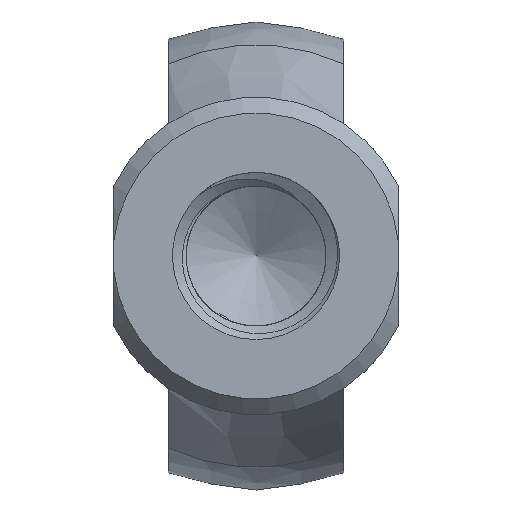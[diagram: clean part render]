
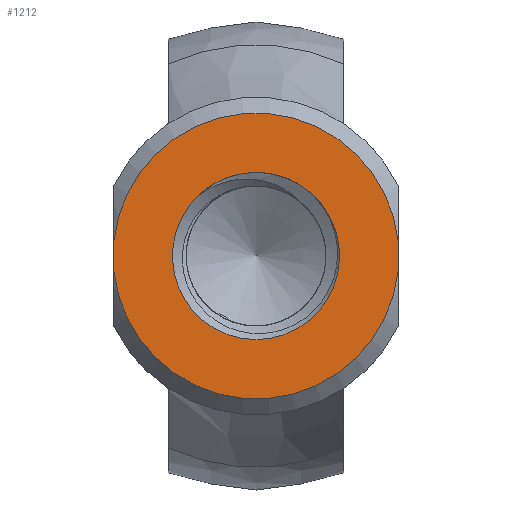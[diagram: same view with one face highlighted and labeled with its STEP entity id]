
A CAD part, left-side view. The second image highlights one B-rep face of the part: STEP entity #1212.
In plain terms, the highlighted planar face has unit normal (-1, 0, 0).
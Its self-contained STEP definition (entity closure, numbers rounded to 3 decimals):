
#32=FACE_BOUND('',#233,.T.);
#42=PLANE('',#1309);
#77=CIRCLE('',#1281,5.);
#82=CIRCLE('',#1305,5.);
#84=CIRCLE('',#1308,8.55);
#85=CIRCLE('',#1310,8.55);
#86=CIRCLE('',#1311,5.);
#158=FACE_OUTER_BOUND('',#232,.T.);
#232=EDGE_LOOP('',(#918,#919,#920,#921));
#233=EDGE_LOOP('',(#922,#923,#924));
#388=LINE('',#16834,#445);
#389=LINE('',#16836,#446);
#445=VECTOR('',#1511,10.);
#446=VECTOR('',#1512,10.);
#498=VERTEX_POINT('',#8163);
#500=VERTEX_POINT('',#8166);
#541=VERTEX_POINT('',#16771);
#543=VERTEX_POINT('',#16821);
#545=VERTEX_POINT('',#16827);
#546=VERTEX_POINT('',#16833);
#547=VERTEX_POINT('',#16835);
#633=EDGE_CURVE('',#498,#500,#77,.T.);
#692=EDGE_CURVE('',#541,#500,#82,.T.);
#698=EDGE_CURVE('',#543,#545,#84,.T.);
#699=EDGE_CURVE('',#543,#546,#388,.T.);
#700=EDGE_CURVE('',#547,#545,#389,.T.);
#701=EDGE_CURVE('',#546,#547,#85,.T.);
#702=EDGE_CURVE('',#541,#498,#86,.T.);
#918=ORIENTED_EDGE('',*,*,#699,.F.);
#919=ORIENTED_EDGE('',*,*,#698,.T.);
#920=ORIENTED_EDGE('',*,*,#700,.F.);
#921=ORIENTED_EDGE('',*,*,#701,.F.);
#922=ORIENTED_EDGE('',*,*,#692,.T.);
#923=ORIENTED_EDGE('',*,*,#633,.F.);
#924=ORIENTED_EDGE('',*,*,#702,.F.);
#1212=ADVANCED_FACE('',(#158,#32),#42,.T.);
#1281=AXIS2_PLACEMENT_3D('',#8167,#1434,#1435);
#1305=AXIS2_PLACEMENT_3D('',#16772,#1501,#1502);
#1308=AXIS2_PLACEMENT_3D('',#16831,#1507,#1508);
#1309=AXIS2_PLACEMENT_3D('',#16832,#1509,#1510);
#1310=AXIS2_PLACEMENT_3D('',#16837,#1513,#1514);
#1311=AXIS2_PLACEMENT_3D('',#16838,#1515,#1516);
#1434=DIRECTION('center_axis',(-1.,0.,0.));
#1435=DIRECTION('ref_axis',(0.,0.,-1.));
#1501=DIRECTION('center_axis',(1.,0.,0.));
#1502=DIRECTION('ref_axis',(0.,1.,0.));
#1507=DIRECTION('center_axis',(-1.,0.,0.));
#1508=DIRECTION('ref_axis',(0.,-1.,0.));
#1509=DIRECTION('center_axis',(-1.,0.,0.));
#1510=DIRECTION('ref_axis',(0.,1.,0.));
#1511=DIRECTION('',(0.,0.,-1.));
#1512=DIRECTION('',(0.,0.,1.));
#1513=DIRECTION('center_axis',(1.,0.,0.));
#1514=DIRECTION('ref_axis',(0.,-1.,0.));
#1515=DIRECTION('center_axis',(-1.,0.,0.));
#1516=DIRECTION('ref_axis',(0.,0.,-1.));
#8163=CARTESIAN_POINT('',(0.,0.,5.));
#8166=CARTESIAN_POINT('',(0.,3.452,3.617));
#8167=CARTESIAN_POINT('Origin',(0.,0.,0.));
#16771=CARTESIAN_POINT('',(0.,-3.452,3.617));
#16772=CARTESIAN_POINT('Origin',(0.,0.,0.));
#16821=CARTESIAN_POINT('',(0.,-8.5,0.923));
#16827=CARTESIAN_POINT('',(0.,8.5,0.923));
#16831=CARTESIAN_POINT('Origin',(0.,0.,0.));
#16832=CARTESIAN_POINT('Origin',(0.,0.,-4.275));
#16833=CARTESIAN_POINT('',(0.,-8.5,-0.923));
#16834=CARTESIAN_POINT('',(0.,-8.5,0.923));
#16835=CARTESIAN_POINT('',(0.,8.5,-0.923));
#16836=CARTESIAN_POINT('',(0.,8.5,-0.923));
#16837=CARTESIAN_POINT('Origin',(0.,0.,0.));
#16838=CARTESIAN_POINT('Origin',(0.,0.,0.));
